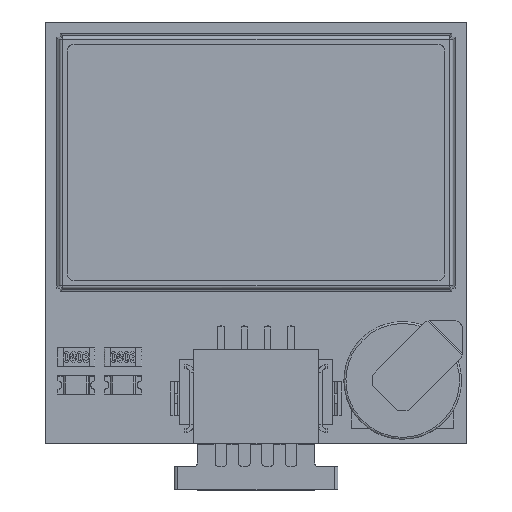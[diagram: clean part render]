
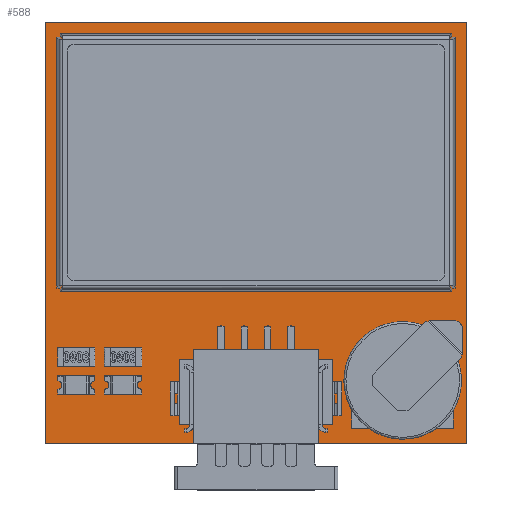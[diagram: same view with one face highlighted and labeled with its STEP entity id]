
A CAD part, top view. The second image highlights one B-rep face of the part: STEP entity #588.
In plain terms, the highlighted planar face has unit normal (0, 0, 1).
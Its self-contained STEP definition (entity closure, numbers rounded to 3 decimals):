
#588=ADVANCED_FACE('',(#1380),#25157,.T.);
#1380=FACE_OUTER_BOUND('',#2173,.T.);
#2173=EDGE_LOOP('',(#3151,#3152,#3153,#3154));
#3151=ORIENTED_EDGE('',*,*,#16873,.F.);
#3152=ORIENTED_EDGE('',*,*,#16877,.F.);
#3153=ORIENTED_EDGE('',*,*,#16880,.F.);
#3154=ORIENTED_EDGE('',*,*,#16882,.F.);
#7490=PCURVE('',#25152,#11280);
#7494=PCURVE('',#25153,#11284);
#7498=PCURVE('',#25154,#11288);
#7502=PCURVE('',#25155,#11292);
#7508=PCURVE('',#25157,#11298);
#7509=PCURVE('',#25157,#11299);
#7510=PCURVE('',#25157,#11300);
#7511=PCURVE('',#25157,#11301);
#11280=DEFINITIONAL_REPRESENTATION('',(#18905),#48061);
#11284=DEFINITIONAL_REPRESENTATION('',(#18913),#48061);
#11288=DEFINITIONAL_REPRESENTATION('',(#18920),#48061);
#11292=DEFINITIONAL_REPRESENTATION('',(#18926),#48061);
#11298=DEFINITIONAL_REPRESENTATION('',(#18932),#48061);
#11299=DEFINITIONAL_REPRESENTATION('',(#18933),#48061);
#11300=DEFINITIONAL_REPRESENTATION('',(#18934),#48061);
#11301=DEFINITIONAL_REPRESENTATION('',(#18935),#48061);
#14978=SURFACE_CURVE('',#18904,(#7490,#7508),.PCURVE_S1.);
#14982=SURFACE_CURVE('',#18912,(#7494,#7509),.PCURVE_S1.);
#14985=SURFACE_CURVE('',#18919,(#7498,#7510),.PCURVE_S1.);
#14987=SURFACE_CURVE('',#18925,(#7502,#7511),.PCURVE_S1.);
#16873=EDGE_CURVE('',#23850,#23851,#14978,.T.);
#16877=EDGE_CURVE('',#23853,#23850,#14982,.T.);
#16880=EDGE_CURVE('',#23855,#23853,#14985,.T.);
#16882=EDGE_CURVE('',#23851,#23855,#14987,.T.);
#18904=B_SPLINE_CURVE_WITH_KNOTS('',1,(#29083,#29084),.UNSPECIFIED.,.F.,
 .F.,(2,2),(-18.,0.),.UNSPECIFIED.);
#18905=B_SPLINE_CURVE_WITH_KNOTS('',1,(#29085,#29086),.UNSPECIFIED.,.F.,
 .F.,(2,2),(-18.,0.),.UNSPECIFIED.);
#18912=B_SPLINE_CURVE_WITH_KNOTS('',1,(#29099,#29100),.UNSPECIFIED.,.F.,
 .F.,(2,2),(-36.,-18.),.UNSPECIFIED.);
#18913=B_SPLINE_CURVE_WITH_KNOTS('',1,(#29101,#29102),.UNSPECIFIED.,.F.,
 .F.,(2,2),(-36.,-18.),.UNSPECIFIED.);
#18919=B_SPLINE_CURVE_WITH_KNOTS('',1,(#29113,#29114),.UNSPECIFIED.,.F.,
 .F.,(2,2),(-54.,-36.),.UNSPECIFIED.);
#18920=B_SPLINE_CURVE_WITH_KNOTS('',1,(#29115,#29116),.UNSPECIFIED.,.F.,
 .F.,(2,2),(-54.,-36.),.UNSPECIFIED.);
#18925=B_SPLINE_CURVE_WITH_KNOTS('',1,(#29125,#29126),.UNSPECIFIED.,.F.,
 .F.,(2,2),(-72.,-54.),.UNSPECIFIED.);
#18926=B_SPLINE_CURVE_WITH_KNOTS('',1,(#29127,#29128),.UNSPECIFIED.,.F.,
 .F.,(2,2),(-72.,-54.),.UNSPECIFIED.);
#18932=B_SPLINE_CURVE_WITH_KNOTS('',1,(#29139,#29140),.UNSPECIFIED.,.F.,
 .F.,(2,2),(-18.,0.),.UNSPECIFIED.);
#18933=B_SPLINE_CURVE_WITH_KNOTS('',1,(#29141,#29142),.UNSPECIFIED.,.F.,
 .F.,(2,2),(-36.,-18.),.UNSPECIFIED.);
#18934=B_SPLINE_CURVE_WITH_KNOTS('',1,(#29143,#29144),.UNSPECIFIED.,.F.,
 .F.,(2,2),(-54.,-36.),.UNSPECIFIED.);
#18935=B_SPLINE_CURVE_WITH_KNOTS('',1,(#29145,#29146),.UNSPECIFIED.,.F.,
 .F.,(2,2),(-72.,-54.),.UNSPECIFIED.);
#23850=VERTEX_POINT('',#29069);
#23851=VERTEX_POINT('',#29070);
#23853=VERTEX_POINT('',#29072);
#23855=VERTEX_POINT('',#29074);
#25152=PLANE('',#25772);
#25153=PLANE('',#25773);
#25154=PLANE('',#25774);
#25155=PLANE('',#25775);
#25157=PLANE('',#25777);
#25772=AXIS2_PLACEMENT_3D('',#29061,#26375,$);
#25773=AXIS2_PLACEMENT_3D('',#29062,#26376,$);
#25774=AXIS2_PLACEMENT_3D('',#29063,#26377,$);
#25775=AXIS2_PLACEMENT_3D('',#29064,#26378,$);
#25777=AXIS2_PLACEMENT_3D('',#29066,#26380,$);
#26375=DIRECTION('',(0.,-1.,0.));
#26376=DIRECTION('',(1.,0.,0.));
#26377=DIRECTION('',(0.,1.,0.));
#26378=DIRECTION('',(-1.,0.,0.));
#26380=DIRECTION('',(0.,0.,1.));
#29061=CARTESIAN_POINT('',(-8.555,-4.616,0.));
#29062=CARTESIAN_POINT('',(9.445,-4.616,0.));
#29063=CARTESIAN_POINT('',(9.445,13.384,0.));
#29064=CARTESIAN_POINT('',(-8.555,13.384,0.));
#29066=CARTESIAN_POINT('',(-8.555,-4.616,0.8));
#29069=CARTESIAN_POINT('',(9.445,-4.616,0.8));
#29070=CARTESIAN_POINT('',(-8.555,-4.616,0.8));
#29072=CARTESIAN_POINT('',(9.445,13.384,0.8));
#29074=CARTESIAN_POINT('',(-8.555,13.384,0.8));
#29083=CARTESIAN_POINT('',(9.445,-4.616,0.8));
#29084=CARTESIAN_POINT('',(-8.555,-4.616,0.8));
#29085=CARTESIAN_POINT('',(18.,0.8));
#29086=CARTESIAN_POINT('',(0.,0.8));
#29099=CARTESIAN_POINT('',(9.445,13.384,0.8));
#29100=CARTESIAN_POINT('',(9.445,-4.616,0.8));
#29101=CARTESIAN_POINT('',(36.,0.8));
#29102=CARTESIAN_POINT('',(18.,0.8));
#29113=CARTESIAN_POINT('',(-8.555,13.384,0.8));
#29114=CARTESIAN_POINT('',(9.445,13.384,0.8));
#29115=CARTESIAN_POINT('',(54.,0.8));
#29116=CARTESIAN_POINT('',(36.,0.8));
#29125=CARTESIAN_POINT('',(-8.555,-4.616,0.8));
#29126=CARTESIAN_POINT('',(-8.555,13.384,0.8));
#29127=CARTESIAN_POINT('',(72.,0.8));
#29128=CARTESIAN_POINT('',(54.,0.8));
#29139=CARTESIAN_POINT('',(18.,0.));
#29140=CARTESIAN_POINT('',(0.,0.));
#29141=CARTESIAN_POINT('',(18.,18.));
#29142=CARTESIAN_POINT('',(18.,0.));
#29143=CARTESIAN_POINT('',(0.,18.));
#29144=CARTESIAN_POINT('',(18.,18.));
#29145=CARTESIAN_POINT('',(0.,0.));
#29146=CARTESIAN_POINT('',(0.,18.));
#48061=(
GEOMETRIC_REPRESENTATION_CONTEXT(2)
PARAMETRIC_REPRESENTATION_CONTEXT()
REPRESENTATION_CONTEXT('pspace','')
);
